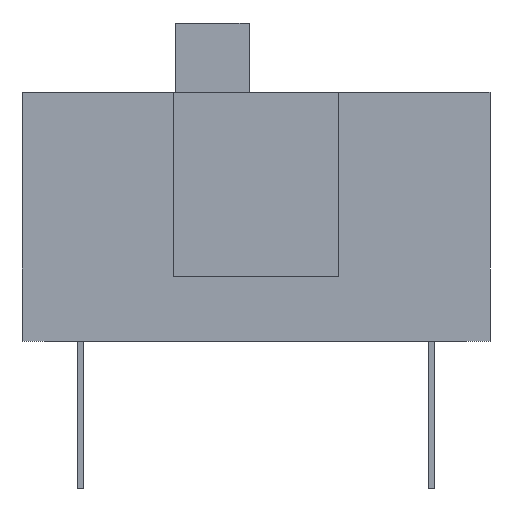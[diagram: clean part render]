
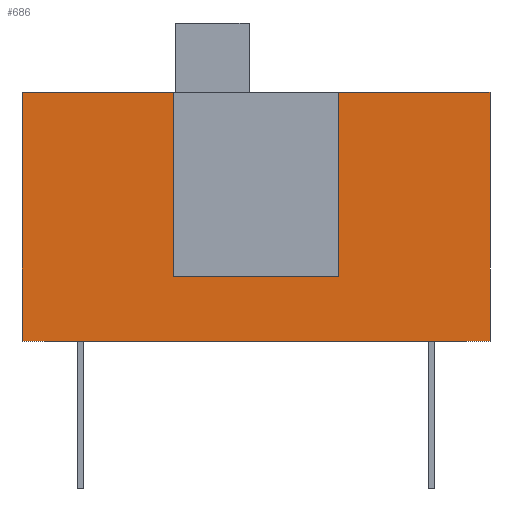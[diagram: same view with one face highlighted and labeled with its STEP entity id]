
A CAD part, left-side view. The second image highlights one B-rep face of the part: STEP entity #686.
In plain terms, the highlighted planar face has unit normal (-1, 0, 0).
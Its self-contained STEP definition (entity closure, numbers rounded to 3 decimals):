
#192 = VERTEX_POINT('',#193);
#193 = CARTESIAN_POINT('',(-2.03,5.6,5.45));
#210 = VERTEX_POINT('',#211);
#211 = CARTESIAN_POINT('',(-2.03,2.,5.45));
#217 = EDGE_CURVE('',#210,#218,#220,.T.);
#218 = VERTEX_POINT('',#219);
#219 = CARTESIAN_POINT('',(-2.03,-1.28,5.45));
#220 = LINE('',#221,#222);
#221 = CARTESIAN_POINT('',(-2.03,-1.28,5.45));
#222 = VECTOR('',#223,1.);
#223 = DIRECTION('',(0.,-1.,0.));
#242 = VERTEX_POINT('',#243);
#243 = CARTESIAN_POINT('',(-2.03,8.88,5.45));
#249 = EDGE_CURVE('',#242,#192,#250,.T.);
#250 = LINE('',#251,#252);
#251 = CARTESIAN_POINT('',(-2.03,-1.28,5.45));
#252 = VECTOR('',#253,1.);
#253 = DIRECTION('',(0.,-1.,0.));
#686 = ADVANCED_FACE('',(#687),#735,.T.);
#687 = FACE_BOUND('',#688,.T.);
#688 = EDGE_LOOP('',(#689,#699,#705,#706,#714,#722,#728,#729));
#689 = ORIENTED_EDGE('',*,*,#690,.T.);
#690 = EDGE_CURVE('',#691,#693,#695,.T.);
#691 = VERTEX_POINT('',#692);
#692 = CARTESIAN_POINT('',(-2.03,2.,1.45));
#693 = VERTEX_POINT('',#694);
#694 = CARTESIAN_POINT('',(-2.03,5.6,1.45));
#695 = LINE('',#696,#697);
#696 = CARTESIAN_POINT('',(-2.03,5.6,1.45));
#697 = VECTOR('',#698,1.);
#698 = DIRECTION('',(0.,1.,0.));
#699 = ORIENTED_EDGE('',*,*,#700,.T.);
#700 = EDGE_CURVE('',#693,#192,#701,.T.);
#701 = LINE('',#702,#703);
#702 = CARTESIAN_POINT('',(-2.03,5.6,1.45));
#703 = VECTOR('',#704,1.);
#704 = DIRECTION('',(0.,0.,1.));
#705 = ORIENTED_EDGE('',*,*,#249,.F.);
#706 = ORIENTED_EDGE('',*,*,#707,.F.);
#707 = EDGE_CURVE('',#708,#242,#710,.T.);
#708 = VERTEX_POINT('',#709);
#709 = CARTESIAN_POINT('',(-2.03,8.88,0.05));
#710 = LINE('',#711,#712);
#711 = CARTESIAN_POINT('',(-2.03,8.88,0.05));
#712 = VECTOR('',#713,1.);
#713 = DIRECTION('',(0.,0.,1.));
#714 = ORIENTED_EDGE('',*,*,#715,.F.);
#715 = EDGE_CURVE('',#716,#708,#718,.T.);
#716 = VERTEX_POINT('',#717);
#717 = CARTESIAN_POINT('',(-2.03,-1.28,0.05));
#718 = LINE('',#719,#720);
#719 = CARTESIAN_POINT('',(-2.03,-1.28,0.05));
#720 = VECTOR('',#721,1.);
#721 = DIRECTION('',(0.,1.,0.));
#722 = ORIENTED_EDGE('',*,*,#723,.F.);
#723 = EDGE_CURVE('',#218,#716,#724,.T.);
#724 = LINE('',#725,#726);
#725 = CARTESIAN_POINT('',(-2.03,-1.28,0.05));
#726 = VECTOR('',#727,1.);
#727 = DIRECTION('',(0.,0.,-1.));
#728 = ORIENTED_EDGE('',*,*,#217,.F.);
#729 = ORIENTED_EDGE('',*,*,#730,.F.);
#730 = EDGE_CURVE('',#691,#210,#731,.T.);
#731 = LINE('',#732,#733);
#732 = CARTESIAN_POINT('',(-2.03,2.,1.45));
#733 = VECTOR('',#734,1.);
#734 = DIRECTION('',(0.,0.,1.));
#735 = PLANE('',#736);
#736 = AXIS2_PLACEMENT_3D('',#737,#738,#739);
#737 = CARTESIAN_POINT('',(-2.03,-1.28,5.45));
#738 = DIRECTION('',(-1.,0.,0.));
#739 = DIRECTION('',(0.,-1.,0.));
